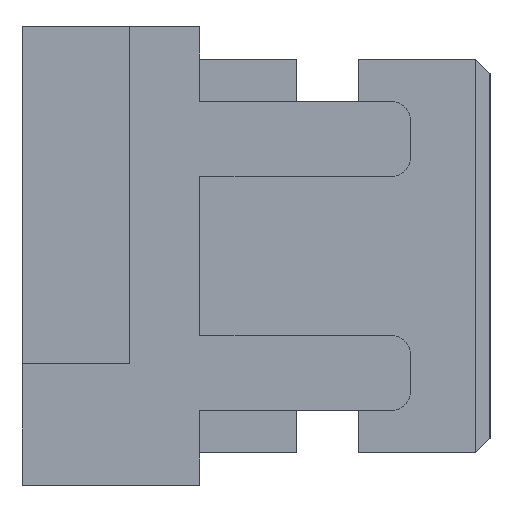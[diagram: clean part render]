
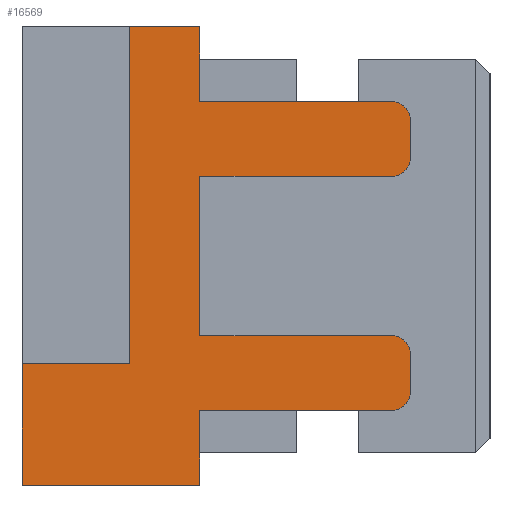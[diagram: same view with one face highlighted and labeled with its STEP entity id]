
A CAD part, left-side view. The second image highlights one B-rep face of the part: STEP entity #16569.
In plain terms, the highlighted planar face has unit normal (-1, 0, 0).
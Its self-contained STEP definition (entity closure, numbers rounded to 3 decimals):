
#685=DIRECTION('',(0.,0.,1.));
#686=VECTOR('',#685,1.3);
#687=CARTESIAN_POINT('',(-8.1,5.,-2.45));
#688=LINE('',#687,#686);
#1197=CARTESIAN_POINT('',(-8.1,1.05,1.05));
#1198=DIRECTION('',(-1.,0.,0.));
#1199=DIRECTION('',(0.,0.,-1.));
#1200=AXIS2_PLACEMENT_3D('',#1197,#1198,#1199);
#1202=DIRECTION('',(0.,1.,0.));
#1203=VECTOR('',#1202,2.05);
#1204=CARTESIAN_POINT('',(-8.1,1.05,0.85));
#1205=LINE('',#1204,#1203);
#1206=DIRECTION('',(0.,0.,1.));
#1207=VECTOR('',#1206,1.7);
#1208=CARTESIAN_POINT('',(-8.1,3.1,-0.85));
#1209=LINE('',#1208,#1207);
#1210=DIRECTION('',(0.,1.,0.));
#1211=VECTOR('',#1210,2.05);
#1212=CARTESIAN_POINT('',(-8.1,1.05,-0.85));
#1213=LINE('',#1212,#1211);
#1214=CARTESIAN_POINT('',(-8.1,1.05,-1.05));
#1215=DIRECTION('',(-1.,0.,0.));
#1216=DIRECTION('',(0.,-1.,0.));
#1217=AXIS2_PLACEMENT_3D('',#1214,#1215,#1216);
#1219=DIRECTION('',(0.,0.,1.));
#1220=VECTOR('',#1219,0.4);
#1221=CARTESIAN_POINT('',(-8.1,0.85,-1.45));
#1222=LINE('',#1221,#1220);
#1223=CARTESIAN_POINT('',(-8.1,1.05,-1.45));
#1224=DIRECTION('',(-1.,0.,0.));
#1225=DIRECTION('',(0.,0.,-1.));
#1226=AXIS2_PLACEMENT_3D('',#1223,#1224,#1225);
#1228=DIRECTION('',(0.,1.,0.));
#1229=VECTOR('',#1228,2.05);
#1230=CARTESIAN_POINT('',(-8.1,1.05,-1.65));
#1231=LINE('',#1230,#1229);
#1232=DIRECTION('',(0.,0.,1.));
#1233=VECTOR('',#1232,0.8);
#1234=CARTESIAN_POINT('',(-8.1,3.1,-2.45));
#1235=LINE('',#1234,#1233);
#1236=DIRECTION('',(0.,1.,0.));
#1237=VECTOR('',#1236,1.9);
#1238=CARTESIAN_POINT('',(-8.1,3.1,-2.45));
#1239=LINE('',#1238,#1237);
#1240=DIRECTION('',(0.,0.,1.));
#1241=VECTOR('',#1240,0.8);
#1242=CARTESIAN_POINT('',(-8.1,3.1,1.65));
#1243=LINE('',#1242,#1241);
#1244=DIRECTION('',(0.,1.,0.));
#1245=VECTOR('',#1244,2.05);
#1246=CARTESIAN_POINT('',(-8.1,1.05,1.65));
#1247=LINE('',#1246,#1245);
#1248=CARTESIAN_POINT('',(-8.1,1.05,1.45));
#1249=DIRECTION('',(-1.,0.,0.));
#1250=DIRECTION('',(0.,-1.,0.));
#1251=AXIS2_PLACEMENT_3D('',#1248,#1249,#1250);
#1253=DIRECTION('',(0.,0.,1.));
#1254=VECTOR('',#1253,0.4);
#1255=CARTESIAN_POINT('',(-8.1,0.85,1.05));
#1256=LINE('',#1255,#1254);
#2667=DIRECTION('',(0.,1.,0.));
#2668=VECTOR('',#2667,0.75);
#2669=CARTESIAN_POINT('',(-8.1,3.1,2.45));
#2670=LINE('',#2669,#2668);
#5168=DIRECTION('',(0.,0.,1.));
#5169=VECTOR('',#5168,3.6);
#5170=CARTESIAN_POINT('',(-8.1,3.85,-1.15));
#5171=LINE('',#5170,#5169);
#5180=DIRECTION('',(0.,1.,0.));
#5181=VECTOR('',#5180,1.15);
#5182=CARTESIAN_POINT('',(-8.1,3.85,-1.15));
#5183=LINE('',#5182,#5181);
#11701=CARTESIAN_POINT('',(-8.1,5.,-2.45));
#11702=CARTESIAN_POINT('',(-8.1,5.,-1.15));
#11703=VERTEX_POINT('',#11701);
#11704=VERTEX_POINT('',#11702);
#11717=CARTESIAN_POINT('',(-8.1,3.85,-1.15));
#11719=VERTEX_POINT('',#11717);
#11723=CARTESIAN_POINT('',(-8.1,3.85,2.45));
#11724=VERTEX_POINT('',#11723);
#11737=CARTESIAN_POINT('',(-8.1,3.1,-2.45));
#11738=CARTESIAN_POINT('',(-8.1,3.1,-1.65));
#11739=VERTEX_POINT('',#11737);
#11740=VERTEX_POINT('',#11738);
#11741=CARTESIAN_POINT('',(-8.1,3.1,-0.85));
#11742=CARTESIAN_POINT('',(-8.1,3.1,0.85));
#11743=VERTEX_POINT('',#11741);
#11744=VERTEX_POINT('',#11742);
#11745=CARTESIAN_POINT('',(-8.1,3.1,1.65));
#11746=CARTESIAN_POINT('',(-8.1,3.1,2.45));
#11747=VERTEX_POINT('',#11745);
#11748=VERTEX_POINT('',#11746);
#13505=CARTESIAN_POINT('',(-8.1,1.05,0.85));
#13506=CARTESIAN_POINT('',(-8.1,0.85,1.05));
#13507=VERTEX_POINT('',#13505);
#13508=VERTEX_POINT('',#13506);
#13513=CARTESIAN_POINT('',(-8.1,1.05,-1.65));
#13514=CARTESIAN_POINT('',(-8.1,0.85,-1.45));
#13515=VERTEX_POINT('',#13513);
#13516=VERTEX_POINT('',#13514);
#13521=CARTESIAN_POINT('',(-8.1,0.85,-1.05));
#13523=VERTEX_POINT('',#13521);
#13525=CARTESIAN_POINT('',(-8.1,1.05,-0.85));
#13526=VERTEX_POINT('',#13525);
#13529=CARTESIAN_POINT('',(-8.1,0.85,1.45));
#13531=VERTEX_POINT('',#13529);
#13533=CARTESIAN_POINT('',(-8.1,1.05,1.65));
#13534=VERTEX_POINT('',#13533);
#16527=CARTESIAN_POINT('',(-8.1,0.,-2.45));
#16528=DIRECTION('',(-1.,0.,0.));
#16529=DIRECTION('',(0.,0.,1.));
#16530=AXIS2_PLACEMENT_3D('',#16527,#16528,#16529);
#16531=PLANE('',#16530);
#16533=ORIENTED_EDGE('',*,*,#16532,.F.);
#16535=ORIENTED_EDGE('',*,*,#16534,.T.);
#16537=ORIENTED_EDGE('',*,*,#16536,.F.);
#16539=ORIENTED_EDGE('',*,*,#16538,.F.);
#16541=ORIENTED_EDGE('',*,*,#16540,.F.);
#16543=ORIENTED_EDGE('',*,*,#16542,.F.);
#16545=ORIENTED_EDGE('',*,*,#16544,.F.);
#16547=ORIENTED_EDGE('',*,*,#16546,.T.);
#16549=ORIENTED_EDGE('',*,*,#16548,.F.);
#16551=ORIENTED_EDGE('',*,*,#16550,.T.);
#16552=ORIENTED_EDGE('',*,*,#15969,.T.);
#16554=ORIENTED_EDGE('',*,*,#16553,.F.);
#16556=ORIENTED_EDGE('',*,*,#16555,.T.);
#16558=ORIENTED_EDGE('',*,*,#16557,.F.);
#16560=ORIENTED_EDGE('',*,*,#16559,.F.);
#16562=ORIENTED_EDGE('',*,*,#16561,.F.);
#16564=ORIENTED_EDGE('',*,*,#16563,.F.);
#16566=ORIENTED_EDGE('',*,*,#16565,.F.);
#16567=EDGE_LOOP('',(#16533,#16535,#16537,#16539,#16541,#16543,#16545,#16547,
#16549,#16551,#16552,#16554,#16556,#16558,#16560,#16562,#16564,#16566));
#16568=FACE_OUTER_BOUND('',#16567,.F.);
#1201=CIRCLE('',#1200,0.2);
#1218=CIRCLE('',#1217,0.2);
#1227=CIRCLE('',#1226,0.2);
#1252=CIRCLE('',#1251,0.2);
#15969=EDGE_CURVE('',#11703,#11704,#688,.T.);
#16532=EDGE_CURVE('',#13507,#13508,#1201,.T.);
#16534=EDGE_CURVE('',#13507,#11744,#1205,.T.);
#16536=EDGE_CURVE('',#11743,#11744,#1209,.T.);
#16538=EDGE_CURVE('',#13526,#11743,#1213,.T.);
#16540=EDGE_CURVE('',#13523,#13526,#1218,.T.);
#16542=EDGE_CURVE('',#13516,#13523,#1222,.T.);
#16544=EDGE_CURVE('',#13515,#13516,#1227,.T.);
#16546=EDGE_CURVE('',#13515,#11740,#1231,.T.);
#16548=EDGE_CURVE('',#11739,#11740,#1235,.T.);
#16550=EDGE_CURVE('',#11739,#11703,#1239,.T.);
#16553=EDGE_CURVE('',#11719,#11704,#5183,.T.);
#16555=EDGE_CURVE('',#11719,#11724,#5171,.T.);
#16557=EDGE_CURVE('',#11748,#11724,#2670,.T.);
#16559=EDGE_CURVE('',#11747,#11748,#1243,.T.);
#16561=EDGE_CURVE('',#13534,#11747,#1247,.T.);
#16563=EDGE_CURVE('',#13531,#13534,#1252,.T.);
#16565=EDGE_CURVE('',#13508,#13531,#1256,.T.);
#16569=ADVANCED_FACE('',(#16568),#16531,.T.);
